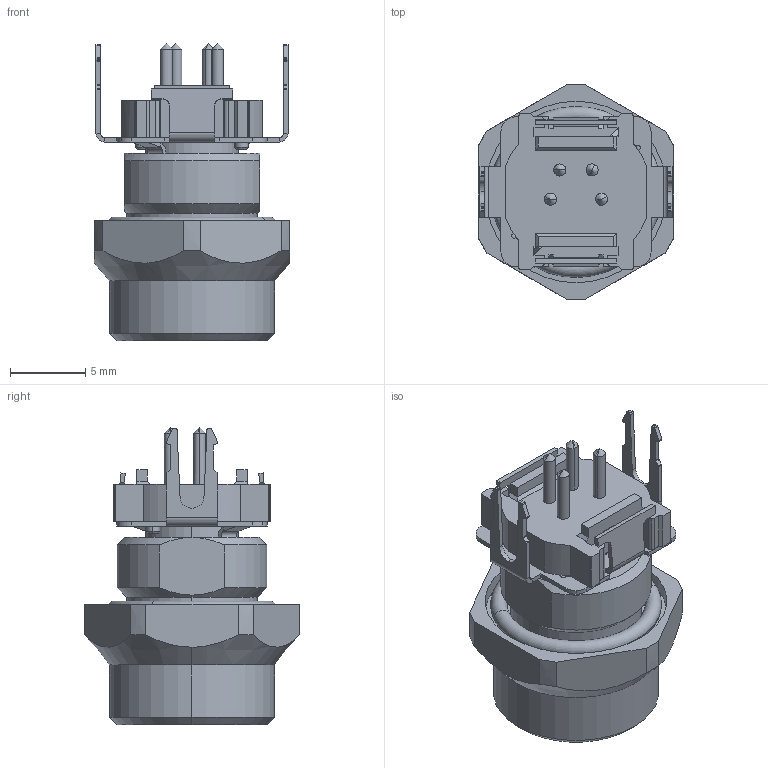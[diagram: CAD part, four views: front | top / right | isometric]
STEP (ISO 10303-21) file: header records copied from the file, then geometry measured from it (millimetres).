
FILE_DESCRIPTION(('CATIA V5R24 STEP','CAx-IF Rec.Pracs.--- Model Styling and Organization---1.2---2011-12-15'),'2;1');
FILE_NAME ('D1461898_0_2423550000_2423550000.stp','2017-08-29T12:18:49+00:00',('none'),('Weidmueller'),'CATIA Version 5-6 Release 2014 SP4 HF52','CATIA V5 STEP AP214','none');
FILE_SCHEMA(('AUTOMOTIVE_DESIGN { 1 0 10303 214 1 1 1 1 }'));
Length unit declared in the file: millimetre
Products named in the file (1): 2423550000
Bounding box: 13 x 14.39 x 19.85 mm (x, y, z)
Volume: 1372.8 mm3; surface area: 1968.9 mm2
Topology: 4 solids, 4 shells, 403 faces, 1070 edges, 678 vertices
Faces by surface type: plane 195, cylinder 164, cone 30, torus 8, extrusion 6
Entity records: 12405 total; most frequent: CARTESIAN_POINT 2669, ORIENTED_EDGE 2124, DIRECTION 1744, EDGE_CURVE 1062, AXIS2_PLACEMENT_3D 700, VERTEX_POINT 678, VECTOR 670, LINE 664
